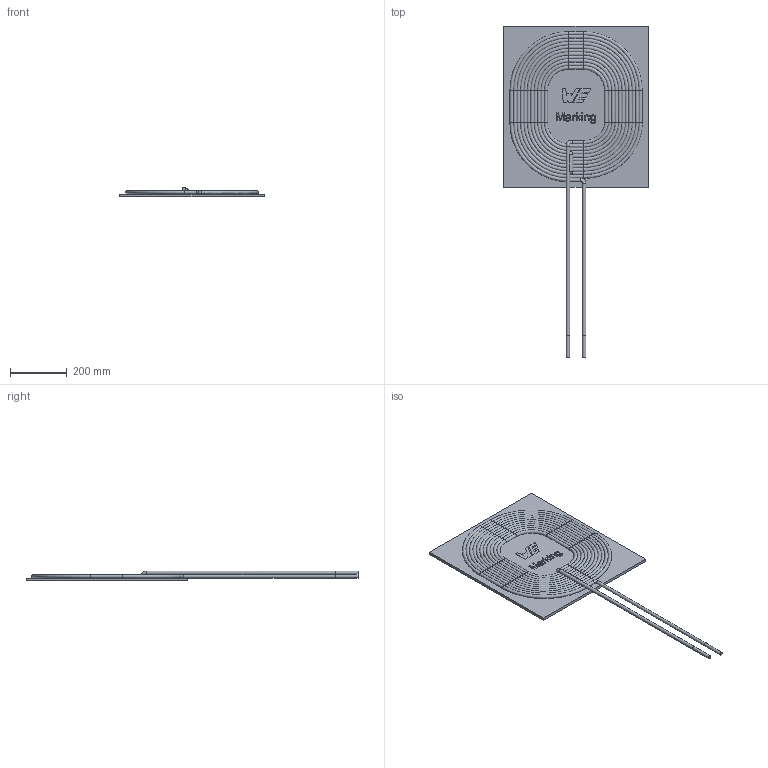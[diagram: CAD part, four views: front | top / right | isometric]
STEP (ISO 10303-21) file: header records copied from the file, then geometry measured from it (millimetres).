
FILE_DESCRIPTION(/* description */ ('Unknown'),/* implementation_level */ '2;1');
FILE_NAME(/* name */ 'L_Wurth_WE-WPCC-TX_760308103109',/* time_stamp */ '2025-04-18T17:57:16+08:00',/* author */ ('Unknown'),/* organization */ ('Unknown'),/* preprocessor_version */ 'ST-DEVELOPER v19.4',/* originating_system */ 'Solid Edge',/* authorisation */ 'Unknown');
FILE_SCHEMA (('AUTOMOTIVE_DESIGN {1 0 10303 214 3 1 1}'));
Length unit declared in the file: millimetre
Products named in the file (2): L_Wurth_WE-WPCC-TX_760308103109
Assembly tree (1 placements, depth 2):
  L_Wurth_WE-WPCC-TX_760308103109
    L_Wurth_WE-WPCC-TX_760308103109
Bounding box: 510 x 1172 x 34.5 mm (x, y, z)
Volume: 4576616.1 mm3; surface area: 1159659.2 mm2
Topology: 2 solids, 2 shells, 216 faces, 526 edges, 314 vertices
Faces by surface type: plane 102, cylinder 51, torus 36, bspline 27
Full cylindrical faces by diameter (mm): 11.8 x2, 12 x47
Entity records: 10331 total; most frequent: CARTESIAN_POINT 4488, ORIENTED_EDGE 848, DIRECTION 738, EDGE_CURVE 424, EDGE_LOOP 327, FACE_BOUND 327, VERTEX_POINT 309, AXIS2_PLACEMENT_3D 282
